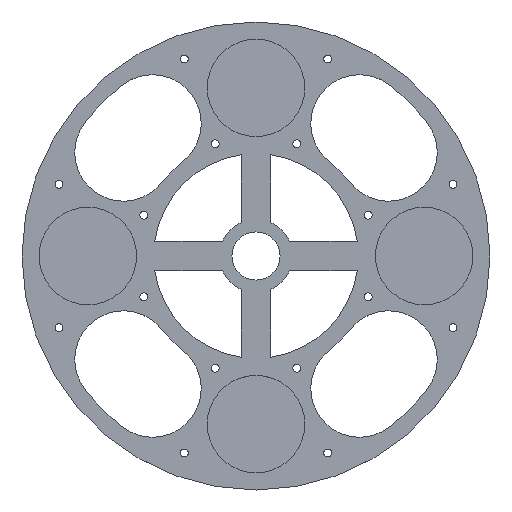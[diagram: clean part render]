
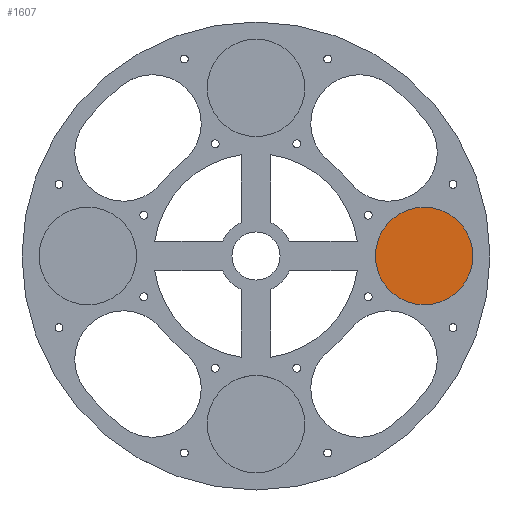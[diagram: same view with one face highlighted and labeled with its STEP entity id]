
A CAD part, top view. The second image highlights one B-rep face of the part: STEP entity #1607.
In plain terms, the highlighted planar face has unit normal (0, 0, 1).
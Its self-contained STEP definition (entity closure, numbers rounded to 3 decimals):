
#74=PLANE('',#1831);
#193=FACE_OUTER_BOUND('',#311,.T.);
#311=EDGE_LOOP('',(#1350));
#636=CIRCLE('',#1830,10.);
#782=VERTEX_POINT('',#3008);
#992=EDGE_CURVE('',#782,#782,#636,.T.);
#1350=ORIENTED_EDGE('',*,*,#992,.F.);
#1607=ADVANCED_FACE('',(#193),#74,.T.);
#1830=AXIS2_PLACEMENT_3D('',#3010,#2308,#2309);
#1831=AXIS2_PLACEMENT_3D('',#3011,#2310,#2311);
#2308=DIRECTION('center_axis',(0.,0.,
-1.));
#2309=DIRECTION('ref_axis',(-1.,0.,0.));
#2310=DIRECTION('center_axis',(0.,0.,
1.));
#2311=DIRECTION('ref_axis',(-1.,0.,0.));
#3008=CARTESIAN_POINT('',(44.5,0.,9.5));
#3010=CARTESIAN_POINT('Origin',(34.5,0.,9.5));
#3011=CARTESIAN_POINT('Origin',(34.5,0.,9.5));
